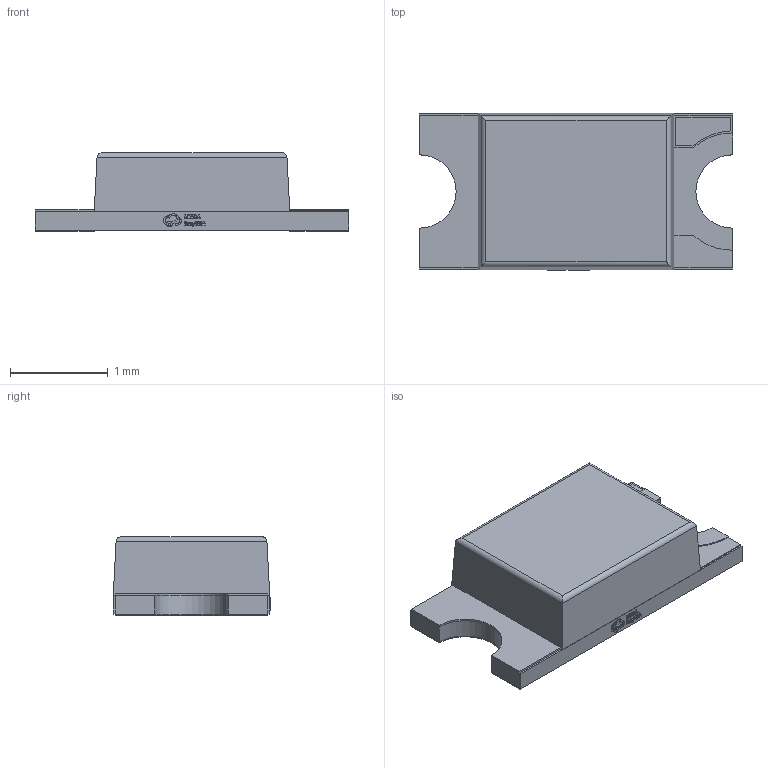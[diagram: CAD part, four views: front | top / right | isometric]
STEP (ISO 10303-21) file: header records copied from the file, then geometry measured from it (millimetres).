
FILE_DESCRIPTION (( 'STEP AP214' ), '1' );
FILE_NAME ('LED1206-R-RD_ORANGE.step', '2022-07-08T13:32:37', ( '' ), ( '' ), 'SwSTEP 2.0', 'SolidWorks 2020', '' );
FILE_SCHEMA (( 'AUTOMOTIVE_DESIGN' ));
Length unit declared in the file: millimetre
Products named in the file (1): LED1206-R-RD_ORANGE
Bounding box: 3.2 x 1.61 x 0.8 mm (x, y, z)
Volume: 2.8 mm3; surface area: 29.8 mm2
Topology: 8 solids, 8 shells, 370 faces, 977 edges, 650 vertices
Faces by surface type: plane 242, bspline 112, cylinder 16
Entity records: 15724 total; most frequent: CARTESIAN_POINT 4114, ORIENTED_EDGE 1954, DIRECTION 1287, EDGE_CURVE 977, LINE 721, VECTOR 721, VERTEX_POINT 650, EDGE_LOOP 397
